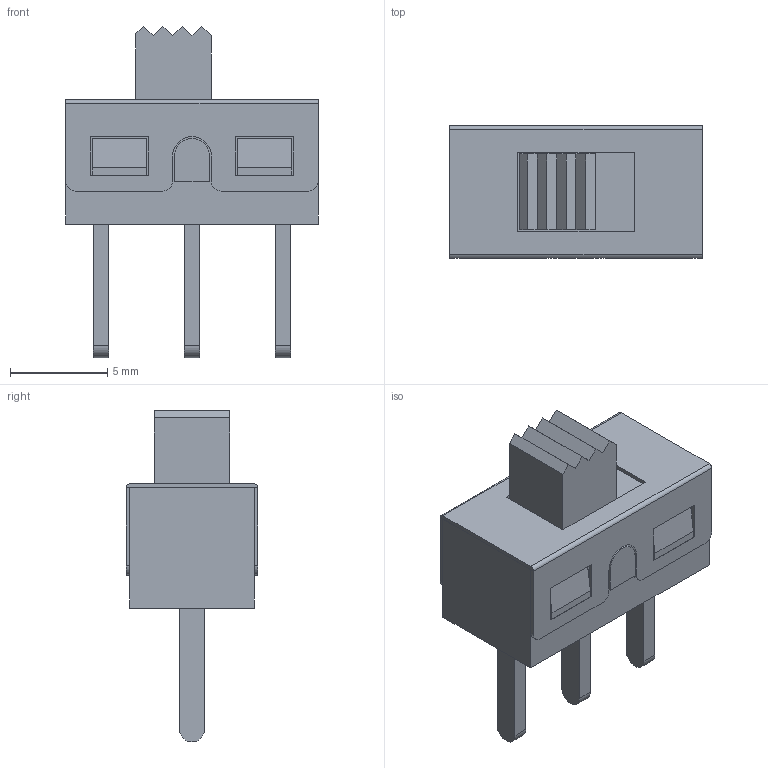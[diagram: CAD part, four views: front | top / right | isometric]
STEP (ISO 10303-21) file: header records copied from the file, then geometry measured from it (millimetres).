
FILE_DESCRIPTION (( 'STEP AP203' ), '1' );
FILE_NAME ('SS-12D10.STEP', '2024-01-10T11:48:00', ( '' ), ( '' ), 'SwSTEP 2.0', 'SolidWorks 2021', '' );
FILE_SCHEMA (( 'CONFIG_CONTROL_DESIGN' ));
Length unit declared in the file: millimetre
Products named in the file (4): SW1; SS-12D10; SW-TH_SS-12D10L5; COMPOUND
Assembly tree (3 placements, depth 4):
  SS-12D10
    SW1
      SW-TH_SS-12D10L5
        COMPOUND
Bounding box: 13 x 6.8 x 17.1 mm (x, y, z)
Volume: 627 mm3; surface area: 982.6 mm2
Topology: 27 solids, 27 shells, 418 faces, 1050 edges, 693 vertices
Faces by surface type: plane 286, bspline 112, cylinder 20
Entity records: 14016 total; most frequent: CARTESIAN_POINT 4309, ORIENTED_EDGE 2100, DIRECTION 1494, EDGE_CURVE 1050, LINE 786, VECTOR 786, VERTEX_POINT 693, EDGE_LOOP 447
